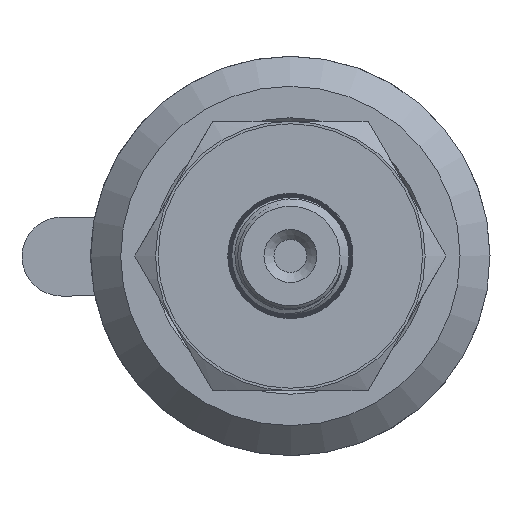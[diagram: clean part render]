
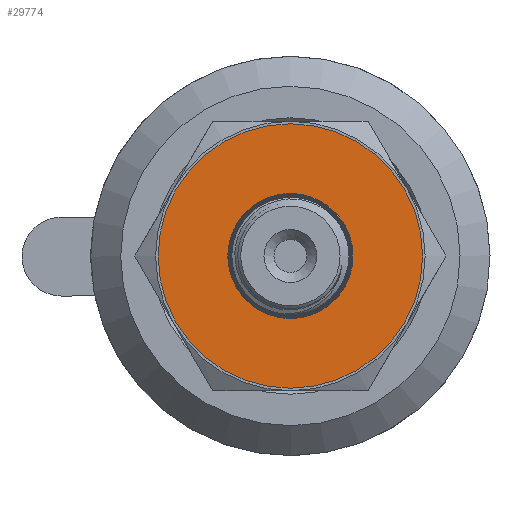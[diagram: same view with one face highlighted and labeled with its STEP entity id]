
A CAD part, left-side view. The second image highlights one B-rep face of the part: STEP entity #29774.
In plain terms, the highlighted planar face has unit normal (-1, 0, 0).
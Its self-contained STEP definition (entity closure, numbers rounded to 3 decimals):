
#496=PLANE('',#31300);
#1502=FACE_BOUND('',#3737,.T.);
#2060=FACE_OUTER_BOUND('',#3736,.T.);
#3736=EDGE_LOOP('',(#21839));
#3737=EDGE_LOOP('',(#21840));
#5194=CIRCLE('',#31190,6.27);
#5228=CIRCLE('',#31291,13.25);
#12633=VERTEX_POINT('',#41324);
#13153=VERTEX_POINT('',#50370);
#15647=EDGE_CURVE('',#12633,#12633,#5194,.T.);
#16434=EDGE_CURVE('',#13153,#13153,#5228,.T.);
#21839=ORIENTED_EDGE('',*,*,#16434,.T.);
#21840=ORIENTED_EDGE('',*,*,#15647,.T.);
#29774=ADVANCED_FACE('',(#2060,#1502),#496,.T.);
#31190=AXIS2_PLACEMENT_3D('',#41325,#33282,#33283);
#31291=AXIS2_PLACEMENT_3D('',#50371,#33752,#33753);
#31300=AXIS2_PLACEMENT_3D('',#51155,#33773,#33774);
#33282=DIRECTION('center_axis',(1.,0.,0.));
#33283=DIRECTION('ref_axis',(0.,0.,-1.));
#33752=DIRECTION('center_axis',(-1.,0.,0.));
#33753=DIRECTION('ref_axis',(0.,1.,0.));
#33773=DIRECTION('center_axis',(-1.,0.,0.));
#33774=DIRECTION('ref_axis',(0.,0.,1.));
#41324=CARTESIAN_POINT('',(-48.,-6.27,0.));
#41325=CARTESIAN_POINT('Origin',(-48.,0.,0.));
#50370=CARTESIAN_POINT('',(-48.,-13.25,0.));
#50371=CARTESIAN_POINT('Origin',(-48.,0.,0.));
#51155=CARTESIAN_POINT('Origin',(-48.,13.5,0.));
